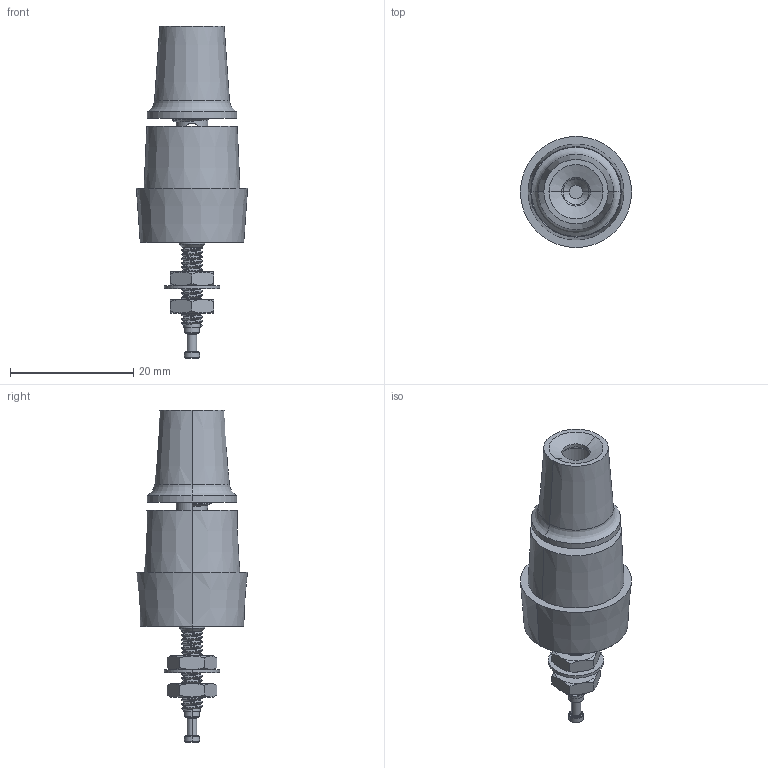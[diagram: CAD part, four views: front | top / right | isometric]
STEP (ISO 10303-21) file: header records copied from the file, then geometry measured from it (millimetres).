
FILE_DESCRIPTION (( 'STEP AP203' ), '1' );
FILE_NAME ('lt_post_branadic.STEP', '2020-05-15T13:37:39', ( 'Windows User' ), ( '' ), 'SwSTEP 2.0', 'SolidWorks 2019', '' );
FILE_SCHEMA (( 'CONFIG_CONTROL_DESIGN' ));
Length unit declared in the file: millimetre
Products named in the file (10): washer_cu_sm_�� 㬮�砭��; pl_base_�� 㬮�砭��; ??????2_�� 㬮�砭��; cu_base_�� 㬮�砭��; hex thin nut chamfered gradeab_din_Hexagon Thin Nut ISO 4035 - M4 - S; lt_post_branadic; cap_cu_block_�� 㬮�砭��; base_lock_�� 㬮�砭��; lt_cap_�� 㬮�砭��; lock_washer_�� 㬮�砭��
Assembly tree (10 placements, depth 2):
  lt_post_branadic
    lt_cap_�� 㬮�砭��
    ??????2_�� 㬮�砭��
    cu_base_�� 㬮�砭��
    pl_base_�� 㬮�砭��
    hex thin nut chamfered gradeab_din_Hexagon Thin Nut ISO 4035 - M4 - S  x2
    cap_cu_block_�� 㬮�砭��
    washer_cu_sm_�� 㬮�砭��
    base_lock_�� 㬮�砭��
    lock_washer_�� 㬮�砭��
Bounding box: 18.07 x 18.07 x 53.95 mm (x, y, z)
Volume: 5723 mm3; surface area: 6883.2 mm2
Topology: 10 solids, 10 shells, 497 faces, 1269 edges, 800 vertices
Faces by surface type: cylinder 293, cone 112, plane 81, bspline 9, torus 2
Entity records: 20842 total; most frequent: CARTESIAN_POINT 8838, DIRECTION 2422, ORIENTED_EDGE 2330, EDGE_CURVE 1165, AXIS2_PLACEMENT_3D 1009, VERTEX_POINT 744, CIRCLE 558, EDGE_LOOP 473
